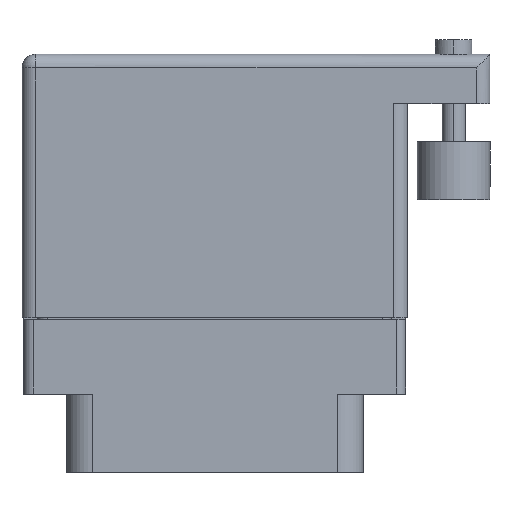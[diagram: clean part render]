
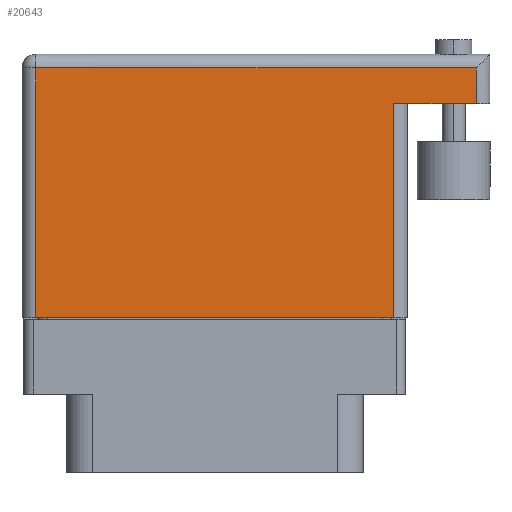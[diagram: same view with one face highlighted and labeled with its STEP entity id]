
A CAD part, front view. The second image highlights one B-rep face of the part: STEP entity #20643.
In plain terms, the highlighted face is planar.
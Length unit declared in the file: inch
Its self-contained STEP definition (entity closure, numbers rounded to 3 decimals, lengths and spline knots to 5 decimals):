
#1516 = DIRECTION ( 'NONE',  ( -1., 0., 0. ) ) ;
#1791 = ORIENTED_EDGE ( 'NONE', *, *, #17670, .F. ) ;
#2095 = VECTOR ( 'NONE', #9163, 39.37008 ) ;
#2260 = DIRECTION ( 'NONE',  ( 0., -1., 0. ) ) ;
#2344 = AXIS2_PLACEMENT_3D ( 'NONE', #20608, #9879, #1516 ) ;
#2789 = LINE ( 'NONE', #6641, #25297 ) ;
#3827 = ORIENTED_EDGE ( 'NONE', *, *, #6291, .T. ) ;
#4050 = EDGE_CURVE ( 'NONE', #12466, #22031, #2789, .T. ) ;
#4525 = EDGE_CURVE ( 'NONE', #10486, #26770, #17997, .T. ) ;
#5961 = PLANE ( 'NONE',  #2344 ) ;
#6291 = EDGE_CURVE ( 'NONE', #22031, #14678, #16924, .T. ) ;
#6306 = ORIENTED_EDGE ( 'NONE', *, *, #4050, .T. ) ;
#6593 = CARTESIAN_POINT ( 'NONE',  ( 0.6155, 0.636, 0.3575 ) ) ;
#6641 = CARTESIAN_POINT ( 'NONE',  ( -0.6625, 0.759, 0.3575 ) ) ;
#7841 = ORIENTED_EDGE ( 'NONE', *, *, #14294, .T. ) ;
#8382 = DIRECTION ( 'NONE',  ( 0., 1., 0. ) ) ;
#8778 = CARTESIAN_POINT ( 'NONE',  ( -0.6155, 0.759, 0.3575 ) ) ;
#9163 = DIRECTION ( 'NONE',  ( 0., 1., 0. ) ) ;
#9879 = DIRECTION ( 'NONE',  ( 0., 0., -1. ) ) ;
#10486 = VERTEX_POINT ( 'NONE', #21814 ) ;
#10725 = LINE ( 'NONE', #21848, #2095 ) ;
#11012 = CARTESIAN_POINT ( 'NONE',  ( 0.8995, 0.759, 0.3575 ) ) ;
#11917 = CARTESIAN_POINT ( 'NONE',  ( 0.6155, 0.636, 0.3575 ) ) ;
#12367 = VECTOR ( 'NONE', #8382, 39.37008 ) ;
#12415 = LINE ( 'NONE', #20401, #18714 ) ;
#12466 = VERTEX_POINT ( 'NONE', #11012 ) ;
#13751 = DIRECTION ( 'NONE',  ( 1., 0., 0. ) ) ;
#14031 = CARTESIAN_POINT ( 'NONE',  ( 0.8995, 0.636, 0.3575 ) ) ;
#14294 = EDGE_CURVE ( 'NONE', #19524, #12466, #10725, .T. ) ;
#14678 = VERTEX_POINT ( 'NONE', #18363 ) ;
#14746 = ORIENTED_EDGE ( 'NONE', *, *, #4525, .T. ) ;
#15073 = DIRECTION ( 'NONE',  ( -1., 0., 0. ) ) ;
#16924 = LINE ( 'NONE', #20331, #22212 ) ;
#17071 = VECTOR ( 'NONE', #17423, 39.37008 ) ;
#17423 = DIRECTION ( 'NONE',  ( -1., 0., 0. ) ) ;
#17670 = EDGE_CURVE ( 'NONE', #19524, #26770, #26320, .T. ) ;
#17997 = LINE ( 'NONE', #11917, #12367 ) ;
#18232 = EDGE_LOOP ( 'NONE', ( #25964, #14746, #1791, #7841, #6306, #3827 ) ) ;
#18363 = CARTESIAN_POINT ( 'NONE',  ( -0.6155, -0.1, 0.3575 ) ) ;
#18714 = VECTOR ( 'NONE', #13751, 39.37008 ) ;
#19524 = VERTEX_POINT ( 'NONE', #14031 ) ;
#19593 = EDGE_CURVE ( 'NONE', #14678, #10486, #12415, .T. ) ;
#20331 = CARTESIAN_POINT ( 'NONE',  ( -0.6155, -0.1, 0.3575 ) ) ;
#20401 = CARTESIAN_POINT ( 'NONE',  ( -0.6625, -0.1, 0.3575 ) ) ;
#20608 = CARTESIAN_POINT ( 'NONE',  ( -0.6625, 0.806, 0.3575 ) ) ;
#20643 = ADVANCED_FACE ( 'NONE', ( #24606 ), #5961, .F. ) ;
#21814 = CARTESIAN_POINT ( 'NONE',  ( 0.6155, -0.1, 0.3575 ) ) ;
#21848 = CARTESIAN_POINT ( 'NONE',  ( 0.8995, 0.806, 0.3575 ) ) ;
#22031 = VERTEX_POINT ( 'NONE', #8778 ) ;
#22212 = VECTOR ( 'NONE', #2260, 39.37008 ) ;
#23429 = CARTESIAN_POINT ( 'NONE',  ( 0.9465, 0.636, 0.3575 ) ) ;
#24606 = FACE_OUTER_BOUND ( 'NONE', #18232, .T. ) ;
#25297 = VECTOR ( 'NONE', #15073, 39.37008 ) ;
#25964 = ORIENTED_EDGE ( 'NONE', *, *, #19593, .T. ) ;
#26320 = LINE ( 'NONE', #23429, #17071 ) ;
#26770 = VERTEX_POINT ( 'NONE', #6593 ) ;
